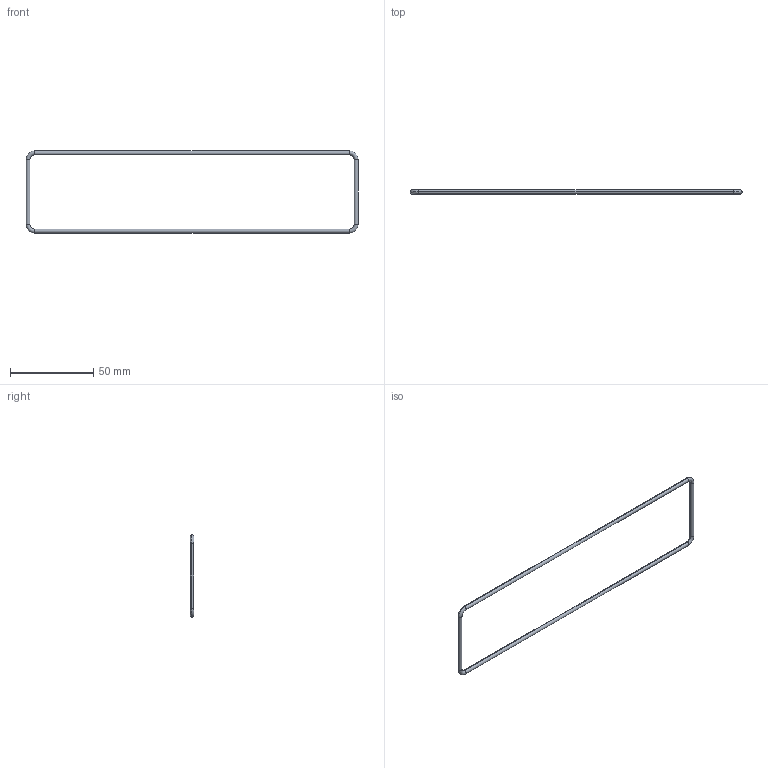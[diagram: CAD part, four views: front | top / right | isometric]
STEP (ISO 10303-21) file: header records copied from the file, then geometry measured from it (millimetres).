
FILE_DESCRIPTION (( 'STEP AP214' ), '1' );
FILE_NAME ('32905~0.STEP', '2020-05-19T09:28:42', ( '' ), ( '' ), 'SwSTEP 2.0', 'SolidWorks 2018', '' );
FILE_SCHEMA (( 'AUTOMOTIVE_DESIGN' ));
Length unit declared in the file: millimetre
Products named in the file (2): 53866_500~0_S; 32905~0
Assembly tree (1 placements, depth 2):
  32905~0
    53866_500~0_S
Bounding box: 199.4 x 2.4 x 49.4 mm (x, y, z)
Volume: 2176.6 mm3; surface area: 3627.7 mm2
Topology: 1 solids, 1 shells, 16 faces, 32 edges, 16 vertices
Faces by surface type: torus 8, cylinder 8
Entity records: 482 total; most frequent: DIRECTION 96, CARTESIAN_POINT 68, ORIENTED_EDGE 64, AXIS2_PLACEMENT_3D 44, EDGE_CURVE 32, CIRCLE 24, FACE_OUTER_BOUND 16, EDGE_LOOP 16
